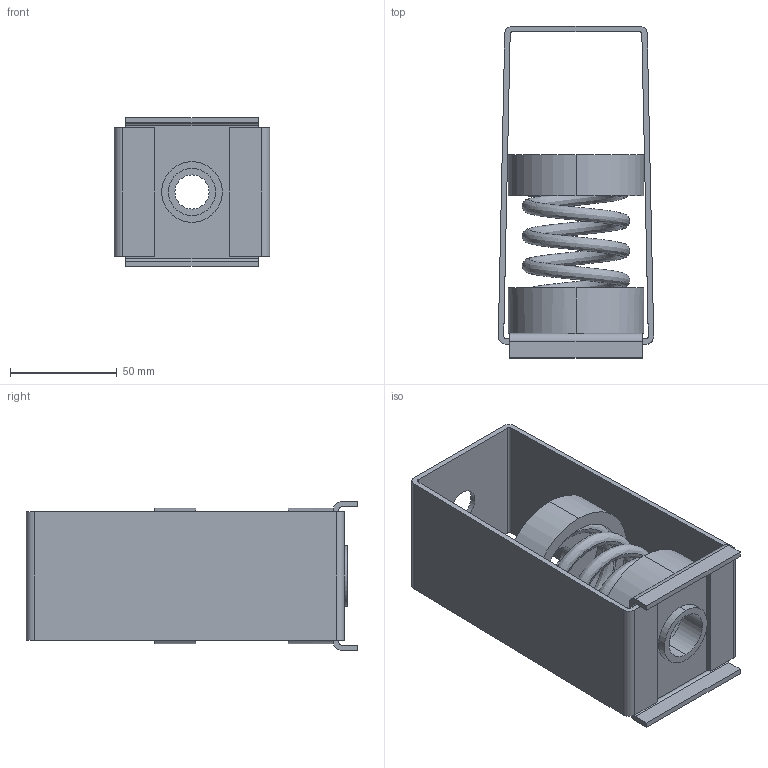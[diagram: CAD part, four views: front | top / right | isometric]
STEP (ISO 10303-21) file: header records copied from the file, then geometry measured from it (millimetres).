
FILE_DESCRIPTION (( 'STEP AP203' ), '1' );
FILE_NAME ('HB-S.STEP', '2024-02-05T14:22:02', ( '' ), ( '' ), 'SwSTEP 2.0', 'SolidWorks 2016', '' );
FILE_SCHEMA (( 'CONFIG_CONTROL_DESIGN' ));
Length unit declared in the file: inch
Products named in the file (1): HB-S
Bounding box: 72.86 x 155.57 x 69.85 mm (x, y, z)
Volume: 163307.8 mm3; surface area: 89033.7 mm2
Topology: 1 solids, 1 shells, 70 faces, 183 edges, 118 vertices
Faces by surface type: plane 38, cylinder 30, bspline 2
Entity records: 5832 total; most frequent: CARTESIAN_POINT 3970, DIRECTION 385, ORIENTED_EDGE 366, EDGE_CURVE 183, AXIS2_PLACEMENT_3D 139, VERTEX_POINT 118, VECTOR 107, LINE 107
